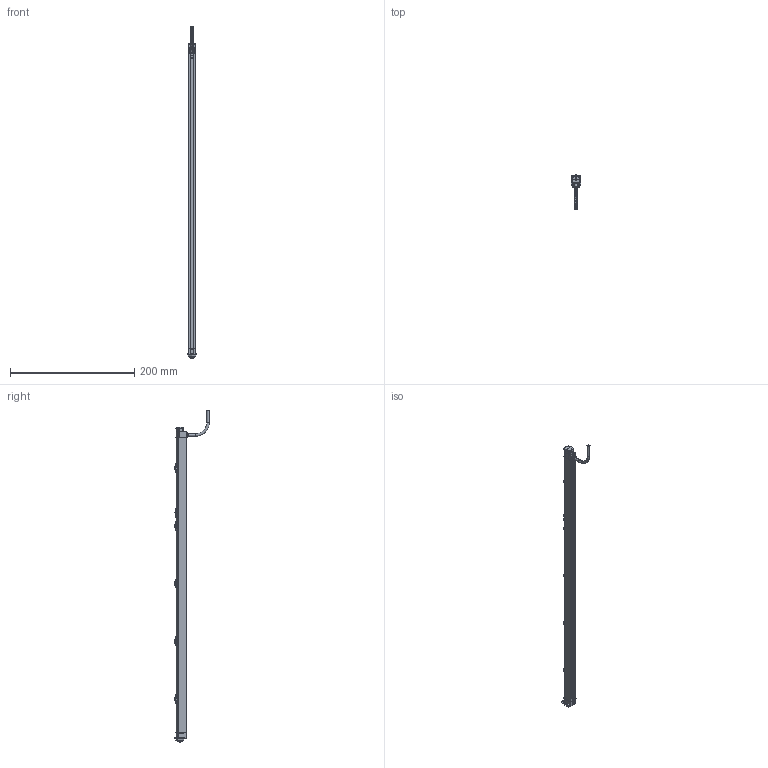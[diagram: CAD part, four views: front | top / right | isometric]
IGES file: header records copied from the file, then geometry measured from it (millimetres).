
Start section:  PTC IGES file: 217955_web.igs
Global section: file name: 217955_web.igs; native system: Creo Parametric by PTC Inc.; preprocessor: 2019292; author: brust; organization: Unknown; date: 20200727.181045; units: millimetre
Bounding box: 15.6 x 55.43 x 535.23 mm (x, y, z)
Volume: 80869.3 mm3; surface area: 159649.4 mm2
Topology: 1 solids, 1 shells, 2406 faces, 11982 edges, 14655 vertices
Faces by surface type: bspline 1672, revolution 714, extrusion 20
